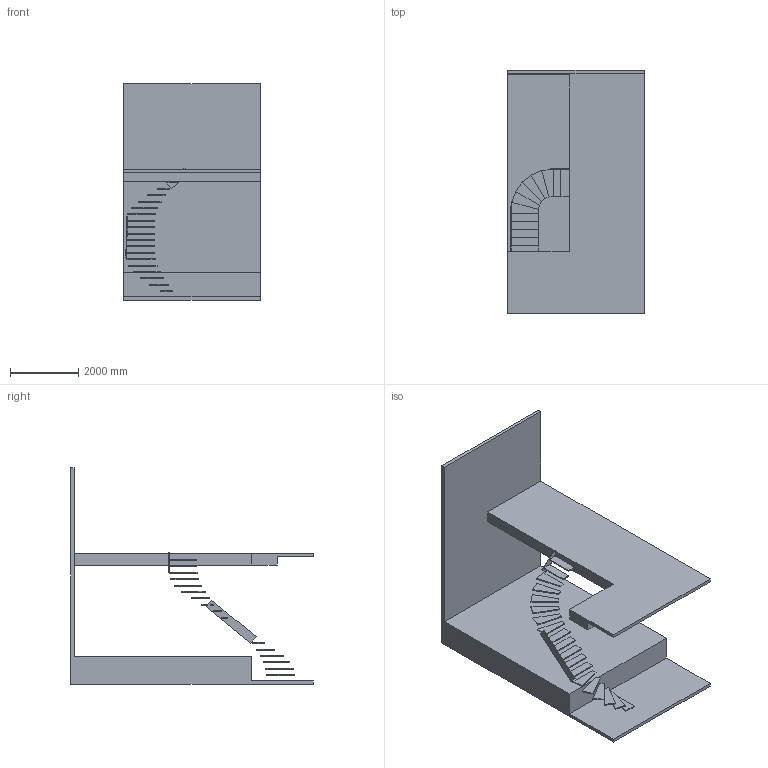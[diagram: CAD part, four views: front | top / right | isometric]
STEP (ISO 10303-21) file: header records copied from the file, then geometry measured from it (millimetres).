
FILE_DESCRIPTION (( 'STEP AP203' ), '1' );
FILE_NAME ('trémie c.STEP', '2014-06-12T11:25:37', ( 'CSDL' ), ( 'Hewlett-Packard Company' ), 'SwSTEP 2.0', 'SolidWorks 2012', '' );
FILE_SCHEMA (( 'CONFIG_CONTROL_DESIGN' ));
Length unit declared in the file: millimetre
Products named in the file (5): Pi鋃e3^tr幦ie c; Volume Trémie 2; trémie c; Pièce2^trémie c_D‚faut<Brut d''usinage>; Marche
Assembly tree (3 placements, depth 2):
  trémie c
    Volume Trémie 2
    Marche
    Pi鋃e3^tr幦ie c
  Pièce2^trémie c_D‚faut<Brut d''usinage>
Bounding box: 4000 x 7100 x 6340 mm (x, y, z)
Volume: 23062880588.9 mm3; surface area: 171139980.4 mm2
Topology: 22 solids, 22 shells, 148 faces, 312 edges, 208 vertices
Faces by surface type: plane 148
Entity records: 4326 total; most frequent: CARTESIAN_POINT 674, ORIENTED_EDGE 624, DIRECTION 620, EDGE_CURVE 312, LINE 312, VECTOR 312, VERTEX_POINT 208, AXIS2_PLACEMENT_3D 154
